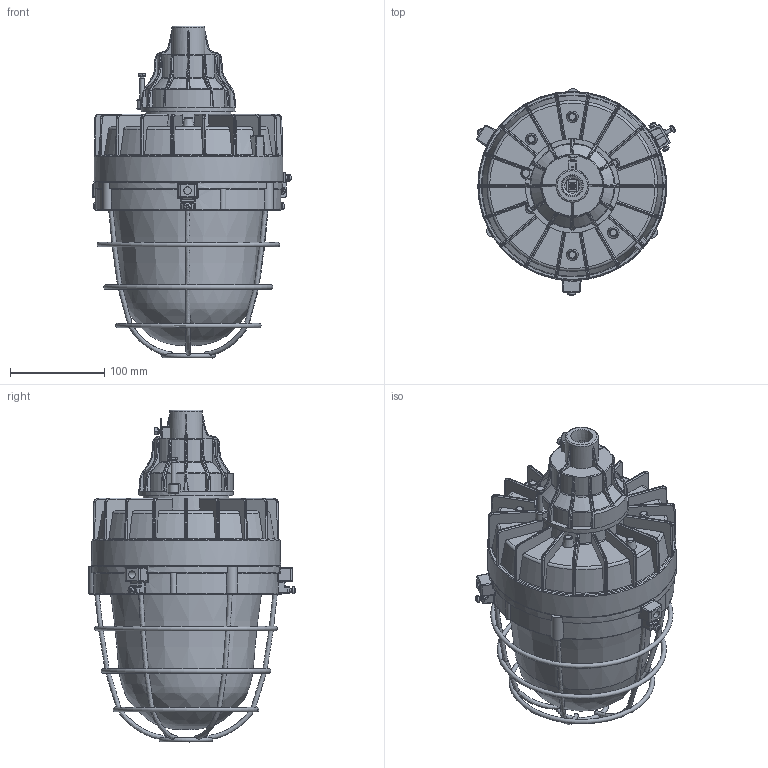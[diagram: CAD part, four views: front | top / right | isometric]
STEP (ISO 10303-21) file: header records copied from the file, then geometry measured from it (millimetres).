
FILE_DESCRIPTION((''),'2;1');
FILE_NAME('СГЖ01-6200С_Т_12DC.stp','2017-04-18T09:24:36',('A.I.Eshenko'),(''),'Autodesk Inventor 2012','Autodesk Inventor 2012','');
FILE_SCHEMA(('AUTOMOTIVE_DESIGN { 1 0 10303 214 1 1 1 1 }'));
Length unit declared in the file: millimetre
Products named in the file (1): СГЖ01-6200С_Т_12DC_Внешний контур_1
Bounding box: 210.58 x 219.67 x 352.41 mm (x, y, z)
Surface area: 584030.1 mm2 (no closed solid volume)
Topology: 0 solids, 34 shells, 1939 faces, 5109 edges, 3278 vertices
Faces by surface type: plane 732, cylinder 399, bspline 287, cone 285, torus 191, revolution 24, sphere 21
Full cylindrical faces by diameter (mm): 3 x3, 3.2 x3, 3.242 x11, 3.5 x1, 3.65 x6, 4 x6, 4.134 x3, 4.4 x2, 4.567 x2, 5 x2, 5.1 x1, 6 x9, 6.5 x1, 6.7 x2, 8 x3, 9 x2, 12 x2, 14 x2, 16 x1, 17 x1, 22.631 x1, 23.35 x1, 25 x1, 35 x1, 59 x3, 61.671 x1, 64.5 x1, 78.7 x1, 80 x1, 81.9 x1
Entity records: 86602 total; most frequent: CARTESIAN_POINT 39611, ORIENTED_EDGE 9594, DIRECTION 9047, EDGE_CURVE 4811, AXIS2_PLACEMENT_3D 3728, VERTEX_POINT 3179, EDGE_LOOP 2274, FACE_OUTER_BOUND 1937
